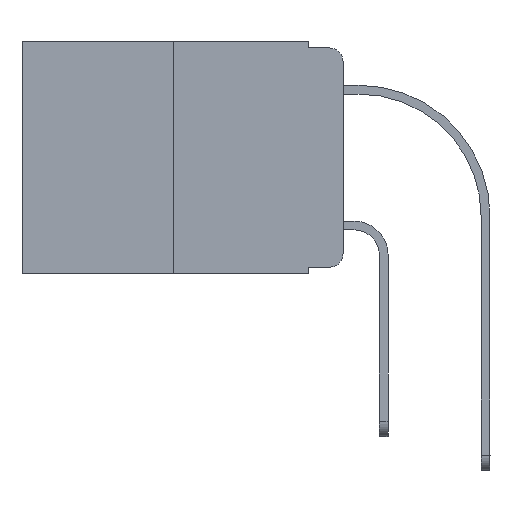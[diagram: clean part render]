
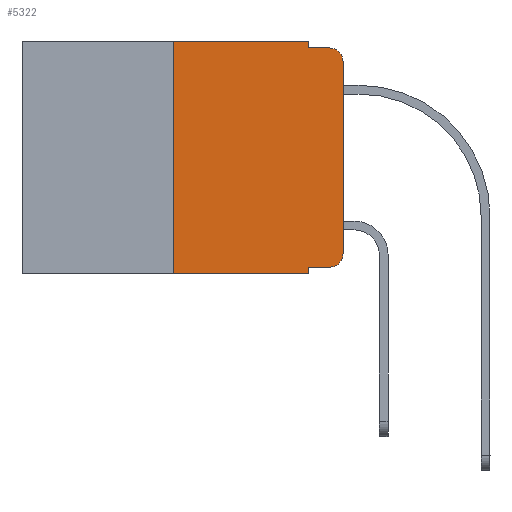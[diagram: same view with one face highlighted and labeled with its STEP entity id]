
A CAD part, left-side view. The second image highlights one B-rep face of the part: STEP entity #5322.
In plain terms, the highlighted planar face has unit normal (-1, 0, 0).
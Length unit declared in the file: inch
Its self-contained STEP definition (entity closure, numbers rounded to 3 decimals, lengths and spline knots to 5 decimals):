
#98 = VERTEX_POINT ( 'NONE', #5173 ) ;
#103 = ORIENTED_EDGE ( 'NONE', *, *, #2641, .F. ) ;
#298 = CARTESIAN_POINT ( 'NONE',  ( 0., 0.051, -0.333 ) ) ;
#375 = AXIS2_PLACEMENT_3D ( 'NONE', #15942, #13349, #11704 ) ;
#678 = CARTESIAN_POINT ( 'NONE',  ( 0., 0.051, 0. ) ) ;
#982 = DIRECTION ( 'NONE',  ( 0., -1., 0. ) ) ;
#1168 = CARTESIAN_POINT ( 'NONE',  ( 0., 0.02, -0.333 ) ) ;
#1327 = EDGE_CURVE ( 'NONE', #3584, #11755, #5001, .T. ) ;
#1788 = VERTEX_POINT ( 'NONE', #16825 ) ;
#1998 = DIRECTION ( 'NONE',  ( -1., 0., 0. ) ) ;
#2158 = EDGE_CURVE ( 'NONE', #11855, #16955, #13772, .T. ) ;
#2314 = VERTEX_POINT ( 'NONE', #15513 ) ;
#2454 = EDGE_CURVE ( 'NONE', #7662, #2314, #15936, .T. ) ;
#2641 = EDGE_CURVE ( 'NONE', #98, #16955, #11169, .T. ) ;
#2761 = CARTESIAN_POINT ( 'NONE',  ( 0., 0.051, 0. ) ) ;
#2793 = CARTESIAN_POINT ( 'NONE',  ( 0., 0., -0.03 ) ) ;
#2933 = DIRECTION ( 'NONE',  ( 0., 0., -1. ) ) ;
#3332 = DIRECTION ( 'NONE',  ( 0., -1., 0. ) ) ;
#3369 = CARTESIAN_POINT ( 'NONE',  ( 0., 0.25, -0.343 ) ) ;
#3372 = CARTESIAN_POINT ( 'NONE',  ( 0., 0.02, -0.03 ) ) ;
#3409 = EDGE_LOOP ( 'NONE', ( #15230, #6229, #103, #15258, #5719, #7458, #4369, #14509, #8804, #7992 ) ) ;
#3584 = VERTEX_POINT ( 'NONE', #1168 ) ;
#3954 = VECTOR ( 'NONE', #982, 39.37008 ) ;
#4369 = ORIENTED_EDGE ( 'NONE', *, *, #11576, .T. ) ;
#4879 = DIRECTION ( 'NONE',  ( 0., 0., -1. ) ) ;
#4947 = DIRECTION ( 'NONE',  ( -1., 0., 0. ) ) ;
#5001 = CIRCLE ( 'NONE', #7207, 0.02 ) ;
#5173 = CARTESIAN_POINT ( 'NONE',  ( 0., 0.051, -0.01 ) ) ;
#5322 = ADVANCED_FACE ( 'NONE', ( #5496 ), #8075, .F. ) ;
#5496 = FACE_OUTER_BOUND ( 'NONE', #3409, .T. ) ;
#5719 = ORIENTED_EDGE ( 'NONE', *, *, #6538, .F. ) ;
#6206 = LINE ( 'NONE', #8950, #3954 ) ;
#6213 = EDGE_CURVE ( 'NONE', #1788, #98, #9628, .T. ) ;
#6229 = ORIENTED_EDGE ( 'NONE', *, *, #2158, .T. ) ;
#6316 = AXIS2_PLACEMENT_3D ( 'NONE', #3372, #1998, #12667 ) ;
#6522 = EDGE_CURVE ( 'NONE', #11755, #11855, #11690, .T. ) ;
#6538 = EDGE_CURVE ( 'NONE', #2314, #1788, #8065, .T. ) ;
#6607 = CARTESIAN_POINT ( 'NONE',  ( 0., 0.473, 0. ) ) ;
#7048 = DIRECTION ( 'NONE',  ( 0., 0., 1. ) ) ;
#7207 = AXIS2_PLACEMENT_3D ( 'NONE', #15219, #4947, #14161 ) ;
#7458 = ORIENTED_EDGE ( 'NONE', *, *, #2454, .F. ) ;
#7662 = VERTEX_POINT ( 'NONE', #3369 ) ;
#7720 = VECTOR ( 'NONE', #7048, 39.37008 ) ;
#7778 = VECTOR ( 'NONE', #3332, 39.37008 ) ;
#7894 = DIRECTION ( 'NONE',  ( 0., -1., 0. ) ) ;
#7992 = ORIENTED_EDGE ( 'NONE', *, *, #1327, .T. ) ;
#8065 = LINE ( 'NONE', #6607, #14166 ) ;
#8075 = PLANE ( 'NONE',  #375 ) ;
#8214 = VERTEX_POINT ( 'NONE', #14182 ) ;
#8804 = ORIENTED_EDGE ( 'NONE', *, *, #12128, .T. ) ;
#8950 = CARTESIAN_POINT ( 'NONE',  ( 0., 0.051, -0.333 ) ) ;
#9628 = LINE ( 'NONE', #2761, #14209 ) ;
#9817 = CARTESIAN_POINT ( 'NONE',  ( 0., 0.02, -0.01 ) ) ;
#9880 = DIRECTION ( 'NONE',  ( 0., -1., 0. ) ) ;
#10467 = VERTEX_POINT ( 'NONE', #298 ) ;
#11056 = LINE ( 'NONE', #678, #15869 ) ;
#11169 = LINE ( 'NONE', #12561, #11934 ) ;
#11408 = VECTOR ( 'NONE', #12746, 39.37008 ) ;
#11576 = EDGE_CURVE ( 'NONE', #7662, #8214, #16420, .T. ) ;
#11690 = LINE ( 'NONE', #14372, #11408 ) ;
#11704 = DIRECTION ( 'NONE',  ( 0., 0., -1. ) ) ;
#11755 = VERTEX_POINT ( 'NONE', #12708 ) ;
#11855 = VERTEX_POINT ( 'NONE', #2793 ) ;
#11934 = VECTOR ( 'NONE', #9880, 39.37008 ) ;
#11957 = CARTESIAN_POINT ( 'NONE',  ( 0., 0.25, 0. ) ) ;
#12128 = EDGE_CURVE ( 'NONE', #10467, #3584, #6206, .T. ) ;
#12561 = CARTESIAN_POINT ( 'NONE',  ( 0., 0.051, -0.01 ) ) ;
#12667 = DIRECTION ( 'NONE',  ( 0., 0., -1. ) ) ;
#12708 = CARTESIAN_POINT ( 'NONE',  ( 0., 0., -0.313 ) ) ;
#12746 = DIRECTION ( 'NONE',  ( 0., 0., 1. ) ) ;
#13349 = DIRECTION ( 'NONE',  ( 1., 0., 0. ) ) ;
#13772 = CIRCLE ( 'NONE', #6316, 0.02 ) ;
#14161 = DIRECTION ( 'NONE',  ( 0., 0., -1. ) ) ;
#14166 = VECTOR ( 'NONE', #7894, 39.37008 ) ;
#14182 = CARTESIAN_POINT ( 'NONE',  ( 0., 0.051, -0.343 ) ) ;
#14209 = VECTOR ( 'NONE', #2933, 39.37008 ) ;
#14372 = CARTESIAN_POINT ( 'NONE',  ( 0., 0., 0. ) ) ;
#14509 = ORIENTED_EDGE ( 'NONE', *, *, #14717, .F. ) ;
#14717 = EDGE_CURVE ( 'NONE', #10467, #8214, #11056, .T. ) ;
#14947 = CARTESIAN_POINT ( 'NONE',  ( 0., 0.473, -0.343 ) ) ;
#15219 = CARTESIAN_POINT ( 'NONE',  ( 0., 0.02, -0.313 ) ) ;
#15230 = ORIENTED_EDGE ( 'NONE', *, *, #6522, .T. ) ;
#15258 = ORIENTED_EDGE ( 'NONE', *, *, #6213, .F. ) ;
#15513 = CARTESIAN_POINT ( 'NONE',  ( 0., 0.25, 0. ) ) ;
#15869 = VECTOR ( 'NONE', #4879, 39.37008 ) ;
#15936 = LINE ( 'NONE', #11957, #7720 ) ;
#15942 = CARTESIAN_POINT ( 'NONE',  ( 0., 0.473, 0. ) ) ;
#16420 = LINE ( 'NONE', #14947, #7778 ) ;
#16825 = CARTESIAN_POINT ( 'NONE',  ( 0., 0.051, 0. ) ) ;
#16955 = VERTEX_POINT ( 'NONE', #9817 ) ;
